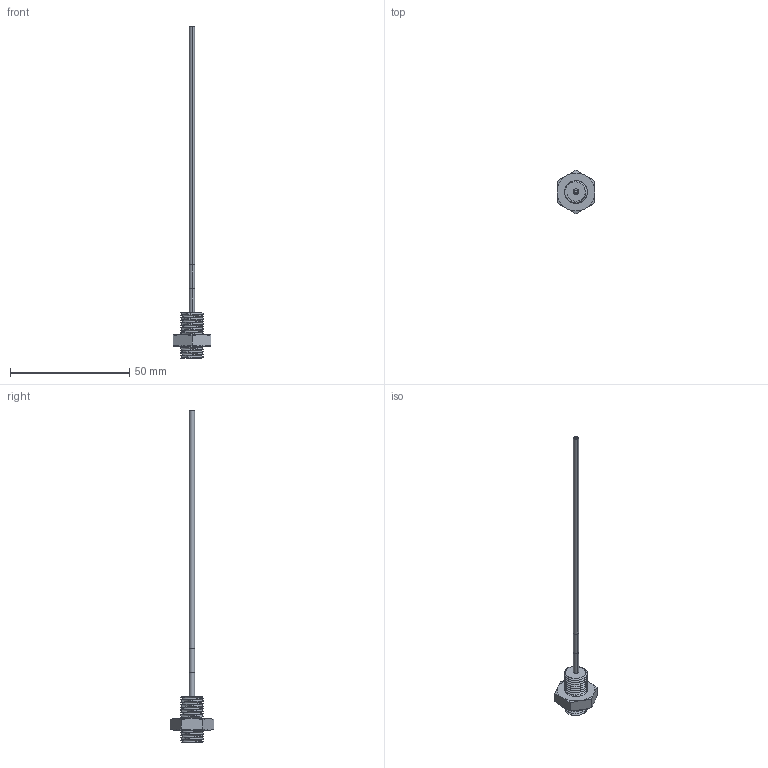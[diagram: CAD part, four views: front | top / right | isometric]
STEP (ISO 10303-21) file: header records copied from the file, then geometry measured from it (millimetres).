
FILE_DESCRIPTION((''),'2;1');
FILE_NAME('193351_ASM','2016-03-02T',('pdmadmin'),(''),'PRO/ENGINEER BY PARAMETRIC TECHNOLOGY CORPORATION, 2013230','PRO/ENGINEER BY PARAMETRIC TECHNOLOGY CORPORATION, 2013230','');
FILE_SCHEMA(('CONFIG_CONTROL_DESIGN'));
Length unit declared in the file: inch
Products named in the file (6): 127515; 51022; 66721; FIBER_CORE_1MM; 75989_ASM; 193351_ASM
Assembly tree (5 placements, depth 3):
  193351_ASM
    75989_ASM
      127515
      51022
      66721
      FIBER_CORE_1MM
Bounding box: 15.88 x 18.33 x 139.05 mm (x, y, z)
Volume: 2364 mm3; surface area: 3476.8 mm2
Topology: 4 solids, 6 shells, 98 faces, 241 edges, 151 vertices
Faces by surface type: cylinder 54, bspline 16, plane 14, cone 14
Entity records: 8017 total; most frequent: CARTESIAN_POINT 5776, ORIENTED_EDGE 474, DIRECTION 373, EDGE_CURVE 241, AXIS2_PLACEMENT_3D 151, VERTEX_POINT 151, B_SPLINE_CURVE_WITH_KNOTS 120, EDGE_LOOP 102
